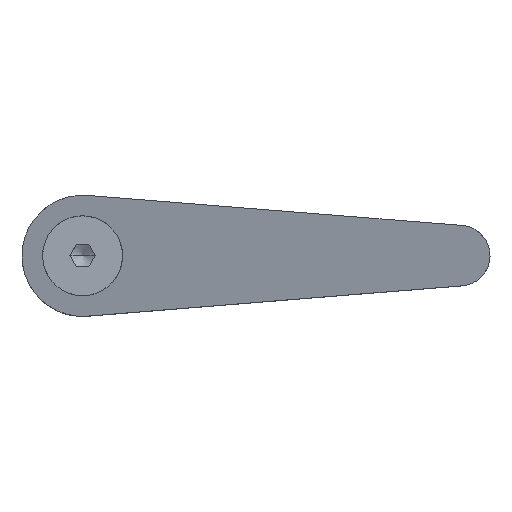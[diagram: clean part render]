
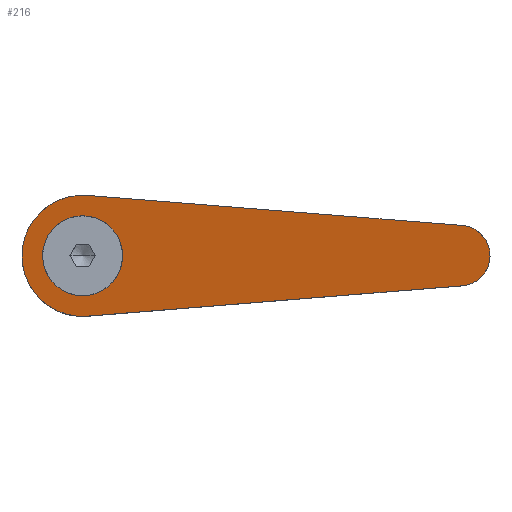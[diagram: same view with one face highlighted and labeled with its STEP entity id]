
A CAD part, top view. The second image highlights one B-rep face of the part: STEP entity #216.
In plain terms, the highlighted planar face has unit normal (-0.259, 0, 0.966).
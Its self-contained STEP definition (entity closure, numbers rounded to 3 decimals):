
#204=VERTEX_POINT('',#556);
#216=ADVANCED_FACE('',(#570,#571),#572,.F.);
#220=EDGE_CURVE('',#444,#296,#576,.T.);
#278=EDGE_CURVE('',#354,#204,#640,.T.);
#292=VERTEX_POINT('',#654);
#296=VERTEX_POINT('',#658);
#342=EDGE_CURVE('',#204,#292,#707,.T.);
#354=VERTEX_POINT('',#721);
#370=EDGE_CURVE('',#516,#444,#741,.T.);
#390=EDGE_CURVE('',#296,#516,#764,.T.);
#412=VERTEX_POINT('',#789);
#444=VERTEX_POINT('',#826);
#468=EDGE_CURVE('',#292,#412,#850,.T.);
#470=EDGE_CURVE('',#412,#506,#852,.T.);
#502=EDGE_CURVE('',#506,#354,#886,.T.);
#506=VERTEX_POINT('',#891);
#516=VERTEX_POINT('',#902);
#556=CARTESIAN_POINT('',(-11.0,0.,54.9));
#570=FACE_OUTER_BOUND('',#954,.T.);
#571=FACE_BOUND('',#955,.T.);
#572=PLANE('',#956);
#576=ELLIPSE('',#961,7.506,7.25);
#640=ELLIPSE('',#1048,11.389,11.0);
#654=CARTESIAN_POINT('',(0.883,-10.964,58.087));
#658=CARTESIAN_POINT('',(0.,7.25,57.85));
#707=ELLIPSE('',#1159,11.389,11.0);
#721=CARTESIAN_POINT('',(0.883,10.964,58.087));
#741=ELLIPSE('',#1201,7.506,7.25);
#764=ELLIPSE('',#1229,7.506,7.25);
#789=CARTESIAN_POINT('',(68.942,-5.482,76.34));
#826=CARTESIAN_POINT('',(0.,-7.25,57.85));
#850=LINE('',#1388,#1389);
#852=ELLIPSE('',#1392,5.694,5.5);
#886=LINE('',#1448,#1449);
#891=CARTESIAN_POINT('',(68.942,5.482,76.34));
#902=CARTESIAN_POINT('',(-0.793,7.207,57.638));
#954=EDGE_LOOP('',(#1517,#1518,#1519,#1520,#1521));
#955=EDGE_LOOP('',(#1522,#1523,#1524));
#956=AXIS2_PLACEMENT_3D('',#1525,#1526,#1527);
#961=AXIS2_PLACEMENT_3D('',#1528,#1529,#1530);
#1048=AXIS2_PLACEMENT_3D('',#1606,#1607,#1608);
#1159=AXIS2_PLACEMENT_3D('',#1654,#1655,#1656);
#1201=AXIS2_PLACEMENT_3D('',#1708,#1709,#1710);
#1229=AXIS2_PLACEMENT_3D('',#1750,#1751,#1752);
#1388=CARTESIAN_POINT('',(71.308,-5.292,76.975));
#1389=VECTOR('',#1843,1.0);
#1392=AXIS2_PLACEMENT_3D('',#1844,#1845,#1846);
#1448=CARTESIAN_POINT('',(39.549,7.85,68.457));
#1449=VECTOR('',#1872,1.0);
#1517=ORIENTED_EDGE('',*,*,#278,.T.);
#1518=ORIENTED_EDGE('',*,*,#342,.T.);
#1519=ORIENTED_EDGE('',*,*,#468,.T.);
#1520=ORIENTED_EDGE('',*,*,#470,.T.);
#1521=ORIENTED_EDGE('',*,*,#502,.T.);
#1522=ORIENTED_EDGE('',*,*,#370,.F.);
#1523=ORIENTED_EDGE('',*,*,#390,.F.);
#1524=ORIENTED_EDGE('',*,*,#220,.F.);
#1525=CARTESIAN_POINT('',(32.975,0.,66.694));
#1526=DIRECTION('',(0.259,0.,-0.966));
#1527=DIRECTION('',(0.25,0.966,0.067));
#1528=CARTESIAN_POINT('',(0.,0.,57.85));
#1529=DIRECTION('',(-0.259,0.,0.966));
#1530=DIRECTION('',(-0.966,0.0,-0.259));
#1606=CARTESIAN_POINT('',(0.,0.,57.85));
#1607=DIRECTION('',(-0.259,0.,0.966));
#1608=DIRECTION('',(-0.966,0.,-0.259));
#1654=CARTESIAN_POINT('',(0.,0.,57.85));
#1655=DIRECTION('',(-0.259,0.,0.966));
#1656=DIRECTION('',(-0.966,0.,-0.259));
#1708=CARTESIAN_POINT('',(0.,0.,57.85));
#1709=DIRECTION('',(-0.259,0.,0.966));
#1710=DIRECTION('',(-0.966,0.0,-0.259));
#1750=CARTESIAN_POINT('',(0.,0.,57.85));
#1751=DIRECTION('',(-0.259,0.,0.966));
#1752=DIRECTION('',(-0.966,0.0,-0.259));
#1843=DIRECTION('',(0.963,0.078,0.258));
#1844=CARTESIAN_POINT('',(68.5,0.0,76.222));
#1845=DIRECTION('',(-0.259,0.,0.966));
#1846=DIRECTION('',(0.966,0.,0.259));
#1872=DIRECTION('',(-0.963,0.078,-0.258));
